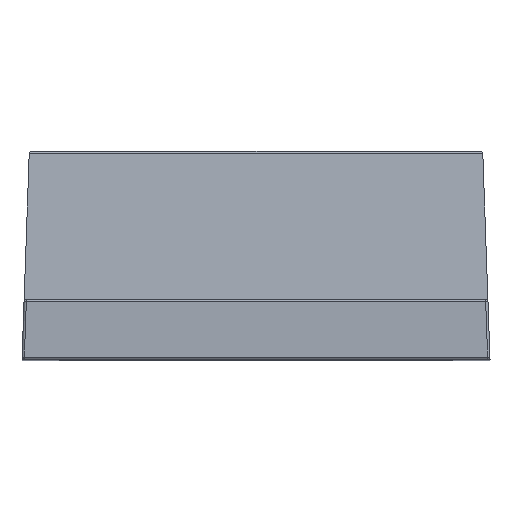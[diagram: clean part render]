
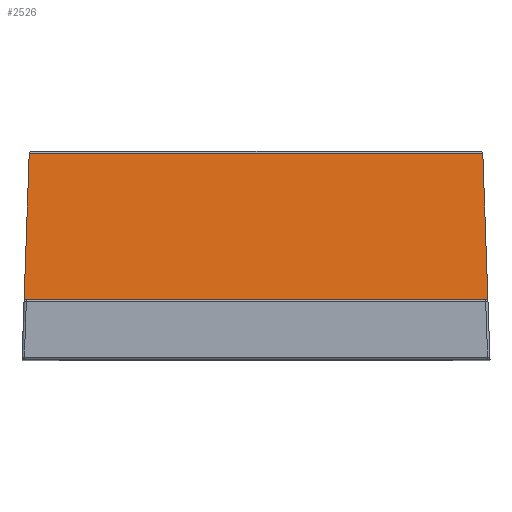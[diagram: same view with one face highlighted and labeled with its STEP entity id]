
A CAD part, top view. The second image highlights one B-rep face of the part: STEP entity #2526.
In plain terms, the highlighted planar face has unit normal (0, 0.087, 0.996).
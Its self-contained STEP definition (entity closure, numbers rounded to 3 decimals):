
#21 =( BOUNDED_CURVE ( )  B_SPLINE_CURVE ( 3, ( #2118, #4412, #7002, #1042 ),
 .UNSPECIFIED., .F., .T. ) 
 B_SPLINE_CURVE_WITH_KNOTS ( ( 4, 4 ),
 ( 4.625, 4.677 ),
 .UNSPECIFIED. ) 
 CURVE ( )  GEOMETRIC_REPRESENTATION_ITEM ( )  RATIONAL_B_SPLINE_CURVE ( ( 1., 1., 1., 1. ) ) 
 REPRESENTATION_ITEM ( '' )  );
#310 = DIRECTION ( 'NONE',  ( 0., -0.996, 0.087 ) ) ;
#343 = ORIENTED_EDGE ( 'NONE', *, *, #7225, .T. ) ;
#383 = ORIENTED_EDGE ( 'NONE', *, *, #4616, .T. ) ;
#410 = PLANE ( 'NONE',  #1403 ) ;
#413 = DIRECTION ( 'NONE',  ( 1., 0., 0. ) ) ;
#587 = ORIENTED_EDGE ( 'NONE', *, *, #9857, .F. ) ;
#920 = CARTESIAN_POINT ( 'NONE',  ( -3.45, -1.4, 11.586 ) ) ;
#948 = CARTESIAN_POINT ( 'NONE',  ( -5.05, -1.443, 11.59 ) ) ;
#978 = CARTESIAN_POINT ( 'NONE',  ( -5.05, -1.443, 11.59 ) ) ;
#1042 = CARTESIAN_POINT ( 'NONE',  ( -4.895, 1.752, 11.311 ) ) ;
#1055 = VERTEX_POINT ( 'NONE', #920 ) ;
#1270 = LINE ( 'NONE', #6277, #5300 ) ;
#1403 = AXIS2_PLACEMENT_3D ( 'NONE', #2492, #5958, #4687 ) ;
#1578 = CARTESIAN_POINT ( 'NONE',  ( 5.05, -2.7, 11.7 ) ) ;
#1688 = CARTESIAN_POINT ( 'NONE',  ( 4.894, 1.754, 11.31 ) ) ;
#1810 = CARTESIAN_POINT ( 'NONE',  ( -5.006, -1.443, 11.59 ) ) ;
#1986 = VERTEX_POINT ( 'NONE', #2012 ) ;
#2012 = CARTESIAN_POINT ( 'NONE',  ( 3.45, -1.4, 11.586 ) ) ;
#2118 = CARTESIAN_POINT ( 'NONE',  ( -4.894, 1.754, 11.31 ) ) ;
#2492 = CARTESIAN_POINT ( 'NONE',  ( -5.05, -2.7, 11.7 ) ) ;
#2526 = ADVANCED_FACE ( 'NONE', ( #5015 ), #410, .T. ) ;
#2599 = VERTEX_POINT ( 'NONE', #9553 ) ;
#2744 = DIRECTION ( 'NONE',  ( -1., 0., 0. ) ) ;
#2833 = VECTOR ( 'NONE', #5014, 1000. ) ;
#2882 = EDGE_LOOP ( 'NONE', ( #10729, #383, #10143, #4039, #7828, #7660, #587, #4895, #343, #6687 ) ) ;
#2941 = VECTOR ( 'NONE', #413, 1000. ) ;
#3028 = VECTOR ( 'NONE', #2744, 1000. ) ;
#3272 = LINE ( 'NONE', #1578, #2833 ) ;
#3339 = VERTEX_POINT ( 'NONE', #6624 ) ;
#3371 = CARTESIAN_POINT ( 'NONE',  ( 4.895, 1.752, 11.311 ) ) ;
#3845 = LINE ( 'NONE', #7338, #2941 ) ;
#3852 = DIRECTION ( 'NONE',  ( 0., 0.996, -0.087 ) ) ;
#4039 = ORIENTED_EDGE ( 'NONE', *, *, #4539, .F. ) ;
#4412 = CARTESIAN_POINT ( 'NONE',  ( -4.894, 1.753, 11.31 ) ) ;
#4539 = EDGE_CURVE ( 'NONE', #4662, #7166, #8411, .T. ) ;
#4585 = VERTEX_POINT ( 'NONE', #7963 ) ;
#4616 = EDGE_CURVE ( 'NONE', #8877, #2599, #21, .T. ) ;
#4662 = VERTEX_POINT ( 'NONE', #4860 ) ;
#4687 = DIRECTION ( 'NONE',  ( 0., -0.996, 0.087 ) ) ;
#4694 = CARTESIAN_POINT ( 'NONE',  ( -3.45, -2.7, 11.7 ) ) ;
#4695 = LINE ( 'NONE', #7914, #10117 ) ;
#4860 = CARTESIAN_POINT ( 'NONE',  ( -3.45, -1.443, 11.59 ) ) ;
#4895 = ORIENTED_EDGE ( 'NONE', *, *, #8003, .F. ) ;
#4973 =( BOUNDED_CURVE ( )  B_SPLINE_CURVE ( 3, ( #3371, #5957, #9388, #1688 ),
 .UNSPECIFIED., .F., .T. ) 
 B_SPLINE_CURVE_WITH_KNOTS ( ( 4, 4 ),
 ( 1.606, 1.658 ),
 .UNSPECIFIED. ) 
 CURVE ( )  GEOMETRIC_REPRESENTATION_ITEM ( )  RATIONAL_B_SPLINE_CURVE ( ( 1., 1., 1., 1. ) ) 
 REPRESENTATION_ITEM ( '' )  );
#5014 = DIRECTION ( 'NONE',  ( -0.035, 0.996, -0.087 ) ) ;
#5015 = FACE_OUTER_BOUND ( 'NONE', #2882, .T. ) ;
#5167 = VECTOR ( 'NONE', #7711, 1000. ) ;
#5288 = LINE ( 'NONE', #948, #5167 ) ;
#5300 = VECTOR ( 'NONE', #10488, 1000. ) ;
#5391 = EDGE_CURVE ( 'NONE', #3339, #8877, #1270, .T. ) ;
#5568 = CARTESIAN_POINT ( 'NONE',  ( -5.05, -2.7, 11.7 ) ) ;
#5957 = CARTESIAN_POINT ( 'NONE',  ( 4.895, 1.753, 11.31 ) ) ;
#5958 = DIRECTION ( 'NONE',  ( 0., 0.087, 0.996 ) ) ;
#6277 = CARTESIAN_POINT ( 'NONE',  ( -4.893, 1.754, 11.31 ) ) ;
#6353 = LINE ( 'NONE', #5568, #6585 ) ;
#6585 = VECTOR ( 'NONE', #10000, 1000. ) ;
#6624 = CARTESIAN_POINT ( 'NONE',  ( 4.894, 1.754, 11.31 ) ) ;
#6664 = VERTEX_POINT ( 'NONE', #10692 ) ;
#6687 = ORIENTED_EDGE ( 'NONE', *, *, #7243, .T. ) ;
#6745 = CARTESIAN_POINT ( 'NONE',  ( -4.894, 1.754, 11.31 ) ) ;
#7002 = CARTESIAN_POINT ( 'NONE',  ( -4.895, 1.753, 11.31 ) ) ;
#7075 = EDGE_CURVE ( 'NONE', #2599, #7166, #6353, .T. ) ;
#7166 = VERTEX_POINT ( 'NONE', #1810 ) ;
#7225 = EDGE_CURVE ( 'NONE', #4585, #6664, #3272, .T. ) ;
#7243 = EDGE_CURVE ( 'NONE', #6664, #3339, #4973, .T. ) ;
#7250 = VERTEX_POINT ( 'NONE', #8874 ) ;
#7338 = CARTESIAN_POINT ( 'NONE',  ( -5.05, -1.4, 11.586 ) ) ;
#7660 = ORIENTED_EDGE ( 'NONE', *, *, #10529, .T. ) ;
#7711 = DIRECTION ( 'NONE',  ( -1., 0., 0. ) ) ;
#7828 = ORIENTED_EDGE ( 'NONE', *, *, #10748, .F. ) ;
#7914 = CARTESIAN_POINT ( 'NONE',  ( 3.45, -2.7, 11.7 ) ) ;
#7963 = CARTESIAN_POINT ( 'NONE',  ( 5.006, -1.443, 11.59 ) ) ;
#8003 = EDGE_CURVE ( 'NONE', #4585, #7250, #5288, .T. ) ;
#8411 = LINE ( 'NONE', #978, #3028 ) ;
#8874 = CARTESIAN_POINT ( 'NONE',  ( 3.45, -1.443, 11.59 ) ) ;
#8877 = VERTEX_POINT ( 'NONE', #6745 ) ;
#9023 = LINE ( 'NONE', #4694, #9039 ) ;
#9039 = VECTOR ( 'NONE', #310, 1000. ) ;
#9388 = CARTESIAN_POINT ( 'NONE',  ( 4.894, 1.753, 11.31 ) ) ;
#9553 = CARTESIAN_POINT ( 'NONE',  ( -4.895, 1.752, 11.311 ) ) ;
#9857 = EDGE_CURVE ( 'NONE', #7250, #1986, #4695, .T. ) ;
#10000 = DIRECTION ( 'NONE',  ( -0.035, -0.996, 0.087 ) ) ;
#10117 = VECTOR ( 'NONE', #3852, 1000. ) ;
#10143 = ORIENTED_EDGE ( 'NONE', *, *, #7075, .T. ) ;
#10488 = DIRECTION ( 'NONE',  ( -1., 0., 0. ) ) ;
#10529 = EDGE_CURVE ( 'NONE', #1055, #1986, #3845, .T. ) ;
#10692 = CARTESIAN_POINT ( 'NONE',  ( 4.895, 1.752, 11.311 ) ) ;
#10729 = ORIENTED_EDGE ( 'NONE', *, *, #5391, .T. ) ;
#10748 = EDGE_CURVE ( 'NONE', #1055, #4662, #9023, .T. ) ;
